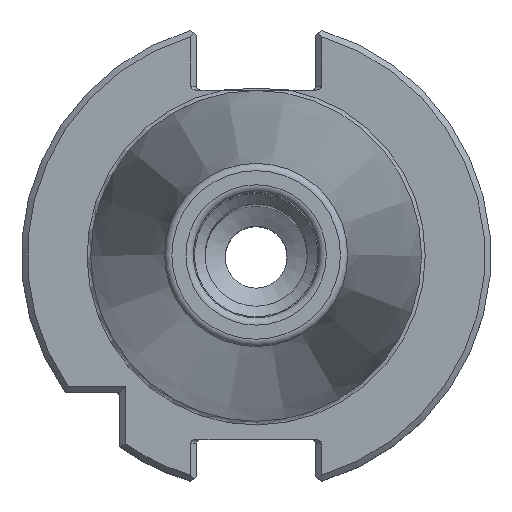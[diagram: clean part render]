
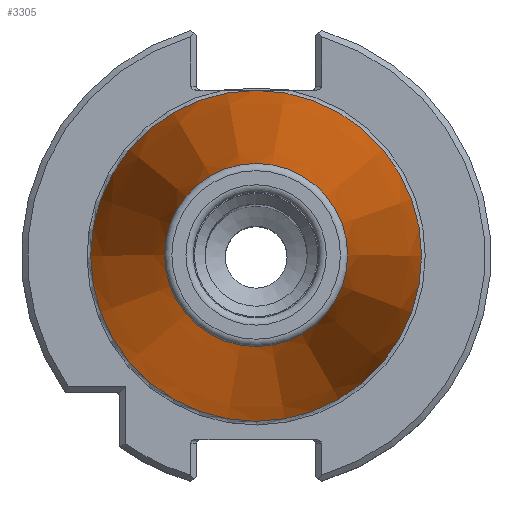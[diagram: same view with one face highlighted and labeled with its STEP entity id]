
A CAD part, top view. The second image highlights one B-rep face of the part: STEP entity #3305.
In plain terms, the highlighted conical face has half-angle 8.297 degrees and reference radius 22.395 mm.
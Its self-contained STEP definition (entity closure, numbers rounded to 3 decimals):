
#368=CONICAL_SURFACE('',#3527,22.395,0.145);
#572=ORIENTED_EDGE('',*,*,#1099,.F.);
#573=ORIENTED_EDGE('',*,*,#1129,.T.);
#1099=EDGE_CURVE('',#1413,#1413,#1636,.T.);
#1129=EDGE_CURVE('',#1435,#1435,#1646,.T.);
#1413=VERTEX_POINT('',#4525);
#1435=VERTEX_POINT('',#4668);
#1636=CIRCLE('',#3507,12.397);
#1646=CIRCLE('',#3528,22.395);
#1810=EDGE_LOOP('',(#572));
#1811=EDGE_LOOP('',(#573));
#2033=FACE_BOUND('',#1810,.T.);
#2034=FACE_BOUND('',#1811,.T.);
#3305=ADVANCED_FACE('',(#2033,#2034),#368,.T.);
#3507=AXIS2_PLACEMENT_3D('',#4524,#3902,#3903);
#3527=AXIS2_PLACEMENT_3D('',#4666,#3942,#3943);
#3528=AXIS2_PLACEMENT_3D('',#4667,#3944,#3945);
#3902=DIRECTION('',(0.,0.,1.));
#3903=DIRECTION('',(1.,0.,0.));
#3942=DIRECTION('',(0.,0.,-1.));
#3943=DIRECTION('',(-1.,0.,0.));
#3944=DIRECTION('',(0.,0.,1.));
#3945=DIRECTION('',(1.,0.,0.));
#4524=CARTESIAN_POINT('',(0.,0.,67.394));
#4525=CARTESIAN_POINT('',(12.397,0.,67.394));
#4666=CARTESIAN_POINT('',(0.,0.,-1.163));
#4667=CARTESIAN_POINT('',(0.,0.,-1.163));
#4668=CARTESIAN_POINT('',(22.395,0.,-1.163));
